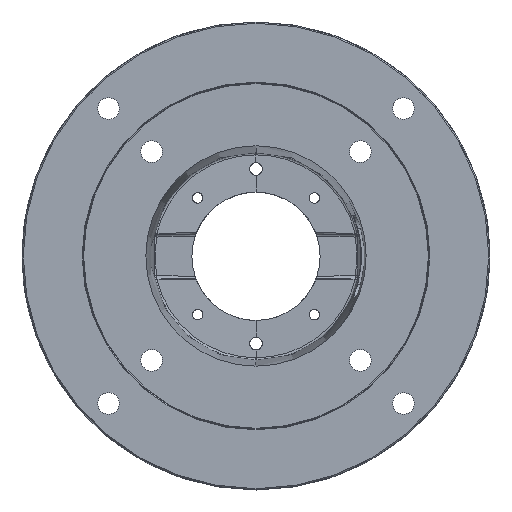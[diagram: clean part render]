
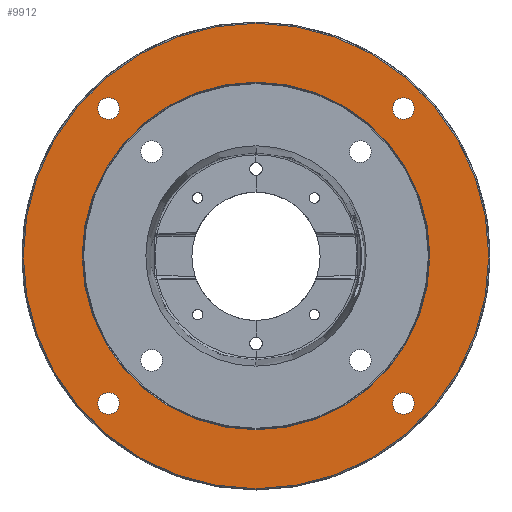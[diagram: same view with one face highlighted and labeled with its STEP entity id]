
A CAD part, top view. The second image highlights one B-rep face of the part: STEP entity #9912.
In plain terms, the highlighted planar face has unit normal (0, 0, 1).
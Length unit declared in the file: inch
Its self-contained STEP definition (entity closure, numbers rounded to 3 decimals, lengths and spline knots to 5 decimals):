
#35=CARTESIAN_POINT('',(0.,0.,-0.08));
#36=DIRECTION('',(0.,0.,1.));
#37=DIRECTION('',(0.,1.,0.));
#38=AXIS2_PLACEMENT_3D('',#35,#36,#37);
#44=CARTESIAN_POINT('',(0.,0.,-0.08));
#45=DIRECTION('',(0.,0.,-1.));
#46=DIRECTION('',(0.,1.,0.));
#47=AXIS2_PLACEMENT_3D('',#44,#45,#46);
#625=CARTESIAN_POINT('',(-3.62392,3.62392,-0.08));
#626=DIRECTION('',(0.,0.,-1.));
#627=DIRECTION('',(-0.707,0.707,0.));
#628=AXIS2_PLACEMENT_3D('',#625,#626,#627);
#630=CARTESIAN_POINT('',(-3.62392,3.62392,-0.08));
#631=DIRECTION('',(0.,0.,-1.));
#632=DIRECTION('',(0.707,-0.707,0.));
#633=AXIS2_PLACEMENT_3D('',#630,#631,#632);
#635=CARTESIAN_POINT('',(-3.62392,-3.62392,-0.08));
#636=DIRECTION('',(0.,0.,-1.));
#637=DIRECTION('',(-0.707,-0.707,0.));
#638=AXIS2_PLACEMENT_3D('',#635,#636,#637);
#640=CARTESIAN_POINT('',(-3.62392,-3.62392,-0.08));
#641=DIRECTION('',(0.,0.,-1.));
#642=DIRECTION('',(0.707,0.707,0.));
#643=AXIS2_PLACEMENT_3D('',#640,#641,#642);
#645=CARTESIAN_POINT('',(3.62392,-3.62392,-0.08));
#646=DIRECTION('',(0.,0.,-1.));
#647=DIRECTION('',(0.707,-0.707,0.));
#648=AXIS2_PLACEMENT_3D('',#645,#646,#647);
#650=CARTESIAN_POINT('',(3.62392,-3.62392,-0.08));
#651=DIRECTION('',(0.,0.,-1.));
#652=DIRECTION('',(-0.707,0.707,0.));
#653=AXIS2_PLACEMENT_3D('',#650,#651,#652);
#655=CARTESIAN_POINT('',(3.62392,3.62392,-0.08));
#656=DIRECTION('',(0.,0.,-1.));
#657=DIRECTION('',(0.707,0.707,0.));
#658=AXIS2_PLACEMENT_3D('',#655,#656,#657);
#660=CARTESIAN_POINT('',(3.62392,3.62392,-0.08));
#661=DIRECTION('',(0.,0.,-1.));
#662=DIRECTION('',(-0.707,-0.707,0.));
#663=AXIS2_PLACEMENT_3D('',#660,#661,#662);
#665=CARTESIAN_POINT('',(0.,0.,-0.08));
#666=DIRECTION('',(0.,0.,1.));
#667=DIRECTION('',(0.,1.,0.));
#668=AXIS2_PLACEMENT_3D('',#665,#666,#667);
#670=CARTESIAN_POINT('',(0.,0.,-0.08));
#671=DIRECTION('',(0.,0.,1.));
#672=DIRECTION('',(0.,-1.,0.));
#673=AXIS2_PLACEMENT_3D('',#670,#671,#672);
#8563=CARTESIAN_POINT('',(0.,5.72,-0.08));
#8564=CARTESIAN_POINT('',(0.,-5.72,-0.08));
#8565=VERTEX_POINT('',#8563);
#8566=VERTEX_POINT('',#8564);
#8587=CARTESIAN_POINT('',(-3.81131,3.81131,-0.08));
#8588=CARTESIAN_POINT('',(-3.43654,3.43654,-0.08));
#8589=VERTEX_POINT('',#8587);
#8590=VERTEX_POINT('',#8588);
#8631=CARTESIAN_POINT('',(-3.81131,-3.81131,-0.08));
#8632=CARTESIAN_POINT('',(-3.43654,-3.43654,-0.08));
#8633=VERTEX_POINT('',#8631);
#8634=VERTEX_POINT('',#8632);
#8639=CARTESIAN_POINT('',(3.81131,-3.81131,-0.08));
#8640=CARTESIAN_POINT('',(3.43654,-3.43654,-0.08));
#8641=VERTEX_POINT('',#8639);
#8642=VERTEX_POINT('',#8640);
#8647=CARTESIAN_POINT('',(3.81131,3.81131,-0.08));
#8648=CARTESIAN_POINT('',(3.43654,3.43654,-0.08));
#8649=VERTEX_POINT('',#8647);
#8650=VERTEX_POINT('',#8648);
#8667=CARTESIAN_POINT('',(0.,4.271,-0.08));
#8668=CARTESIAN_POINT('',(0.,-4.271,-0.08));
#8669=VERTEX_POINT('',#8667);
#8670=VERTEX_POINT('',#8668);
#9874=CARTESIAN_POINT('',(0.,0.,-0.08));
#9875=DIRECTION('',(0.,0.,1.));
#9876=DIRECTION('',(0.,1.,0.));
#9877=AXIS2_PLACEMENT_3D('',#9874,#9875,#9876);
#9878=PLANE('',#9877);
#9879=ORIENTED_EDGE('',*,*,#8845,.T.);
#9880=ORIENTED_EDGE('',*,*,#8830,.F.);
#9881=EDGE_LOOP('',(#9879,#9880));
#9882=FACE_OUTER_BOUND('',#9881,.F.);
#9884=ORIENTED_EDGE('',*,*,#9883,.F.);
#9886=ORIENTED_EDGE('',*,*,#9885,.F.);
#9887=EDGE_LOOP('',(#9884,#9886));
#9888=FACE_BOUND('',#9887,.F.);
#9890=ORIENTED_EDGE('',*,*,#9889,.F.);
#9892=ORIENTED_EDGE('',*,*,#9891,.F.);
#9893=EDGE_LOOP('',(#9890,#9892));
#9894=FACE_BOUND('',#9893,.F.);
#9896=ORIENTED_EDGE('',*,*,#9895,.F.);
#9898=ORIENTED_EDGE('',*,*,#9897,.F.);
#9899=EDGE_LOOP('',(#9896,#9898));
#9900=FACE_BOUND('',#9899,.F.);
#9902=ORIENTED_EDGE('',*,*,#9901,.F.);
#9904=ORIENTED_EDGE('',*,*,#9903,.F.);
#9905=EDGE_LOOP('',(#9902,#9904));
#9906=FACE_BOUND('',#9905,.F.);
#9908=ORIENTED_EDGE('',*,*,#9907,.T.);
#9909=ORIENTED_EDGE('',*,*,#9864,.T.);
#9910=EDGE_LOOP('',(#9908,#9909));
#9911=FACE_BOUND('',#9910,.F.);
#9912=ADVANCED_FACE('',(#9882,#9888,#9894,#9900,#9906,#9911),#9878,.T.);
#39=CIRCLE('',#38,5.72);
#48=CIRCLE('',#47,5.72);
#629=CIRCLE('',#628,0.265);
#634=CIRCLE('',#633,0.265);
#639=CIRCLE('',#638,0.265);
#644=CIRCLE('',#643,0.265);
#649=CIRCLE('',#648,0.265);
#654=CIRCLE('',#653,0.265);
#659=CIRCLE('',#658,0.265);
#664=CIRCLE('',#663,0.265);
#669=CIRCLE('',#668,4.271);
#674=CIRCLE('',#673,4.271);
#8830=EDGE_CURVE('',#8565,#8566,#39,.T.);
#8845=EDGE_CURVE('',#8565,#8566,#48,.T.);
#9864=EDGE_CURVE('',#8670,#8669,#674,.T.);
#9883=EDGE_CURVE('',#8589,#8590,#629,.T.);
#9885=EDGE_CURVE('',#8590,#8589,#634,.T.);
#9889=EDGE_CURVE('',#8633,#8634,#639,.T.);
#9891=EDGE_CURVE('',#8634,#8633,#644,.T.);
#9895=EDGE_CURVE('',#8641,#8642,#649,.T.);
#9897=EDGE_CURVE('',#8642,#8641,#654,.T.);
#9901=EDGE_CURVE('',#8649,#8650,#659,.T.);
#9903=EDGE_CURVE('',#8650,#8649,#664,.T.);
#9907=EDGE_CURVE('',#8669,#8670,#669,.T.);
